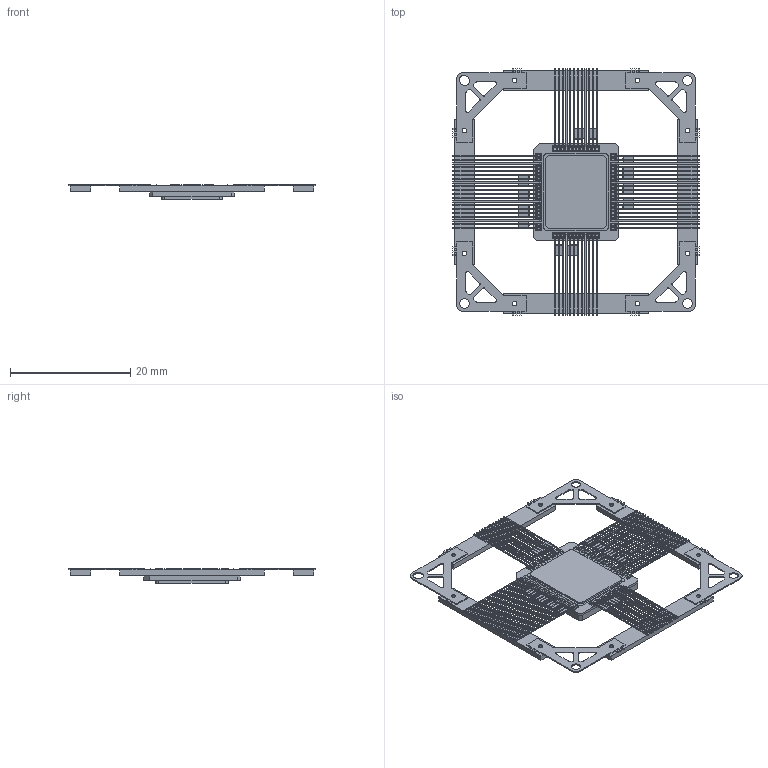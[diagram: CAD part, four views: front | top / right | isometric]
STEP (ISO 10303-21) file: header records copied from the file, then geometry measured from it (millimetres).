
FILE_DESCRIPTION((''),'2;1');
FILE_NAME('HFG0064A_ASM','2016-12-16T',('a0412025'),(''),'CREO PARAMETRIC BY PTC INC, 2016050','CREO PARAMETRIC BY PTC INC, 2016050','');
FILE_SCHEMA(('AUTOMOTIVE_DESIGN { 1 0 10303 214 1 1 1 1 }'));
Products named in the file (144): LAYER-BOT-CFP_AF0; LAYER-TOP-CFP_AF0; SEALRING-CFP-TOP_AF0; LID-CFP_AF0; METALPAD-CFP_AF0; METALPAD-CFP_AF1; METALPAD-CFP_AF2; METALPAD-CFP_AF3; METALPAD-CFP_AF4; METALPAD-CFP_AF5; METALPAD-CFP_AF6; METALPAD-CFP_AF7; METALPAD-CFP_AF8; METALPAD-CFP_AF9; METALPAD-CFP_AF10; METALPAD-CFP_AF11; METALPAD-CFP_AF12; METALPAD-CFP_AF13; METALPAD-CFP_AF14; METALPAD-CFP_AF15; METALPAD-CFP_AF16; METALPAD-CFP_AF17; METALPAD-CFP_AF18; METALPAD-CFP_AF19; METALPAD-CFP_AF20; METALPAD-CFP_AF21; METALPAD-CFP_AF22; METALPAD-CFP_AF23; METALPAD-CFP_AF24; METALPAD-CFP_AF25; METALPAD-CFP_AF26; METALPAD-CFP_AF27; METALPAD-CFP_AF28; METALPAD-CFP_AF29; METALPAD-CFP_AF30; METALPAD-CFP_AF31; METALPAD-CFP_AF32; METALPAD-CFP_AF33; METALPAD-CFP_AF34; METALPAD-CFP_AF35 ...
Assembly tree (150 placements, depth 2):
  HFG0064A_ASM
    LAYER-BOT-CFP_AF0
    LAYER-TOP-CFP_AF0
    SEALRING-CFP-TOP_AF0
    LID-CFP_AF0
    METALPAD-CFP_AF0
    METALPAD-CFP_AF1
    METALPAD-CFP_AF2
    METALPAD-CFP_AF3
    METALPAD-CFP_AF4
    METALPAD-CFP_AF5
    METALPAD-CFP_AF6
    METALPAD-CFP_AF7
    METALPAD-CFP_AF8
    METALPAD-CFP_AF9
    METALPAD-CFP_AF10
    METALPAD-CFP_AF11
    METALPAD-CFP_AF12
    METALPAD-CFP_AF13
    METALPAD-CFP_AF14
    METALPAD-CFP_AF15
    METALPAD-CFP_AF16
    METALPAD-CFP_AF17
    METALPAD-CFP_AF18
    METALPAD-CFP_AF19
    METALPAD-CFP_AF20
    METALPAD-CFP_AF21
    METALPAD-CFP_AF22
    METALPAD-CFP_AF23
    METALPAD-CFP_AF24
    METALPAD-CFP_AF25
    METALPAD-CFP_AF26
    METALPAD-CFP_AF27
    METALPAD-CFP_AF28
    METALPAD-CFP_AF29
    METALPAD-CFP_AF30
    METALPAD-CFP_AF31
    METALPAD-CFP_AF32
    METALPAD-CFP_AF33
    METALPAD-CFP_AF34
    METALPAD-CFP_AF35
    METALPAD-CFP_AF36
    METALPAD-CFP_AF37
    METALPAD-CFP_AF38
    METALPAD-CFP_AF39
    METALPAD-CFP_AF40
    METALPAD-CFP_AF41
    METALPAD-CFP_AF42
    METALPAD-CFP_AF43
    METALPAD-CFP_AF44
    METALPAD-CFP_AF45
    METALPAD-CFP_AF46
    METALPAD-CFP_AF47
    METALPAD-CFP_AF48
    METALPAD-CFP_AF49
    METALPAD-CFP_AF50
    METALPAD-CFP_AF51
    METALPAD-CFP_AF52
    METALPAD-CFP_AF53
    METALPAD-CFP_AF54
Bounding box: 41.01 x 41.01 x 2.44 mm (x, y, z)
Volume: 761.2 mm3; surface area: 3812.6 mm2
Topology: 162 solids, 162 shells, 1935 faces, 4794 edges, 3196 vertices
Faces by surface type: plane 1675, cylinder 260
Entity records: 81521 total; most frequent: CARTESIAN_POINT 9392, DIRECTION 8524, ORIENTED_EDGE 8340, PRESENTATION_STYLE_ASSIGNMENT 4326, STYLED_ITEM 4326, CURVE_STYLE 4170, EDGE_CURVE 4170, VECTOR 3826
